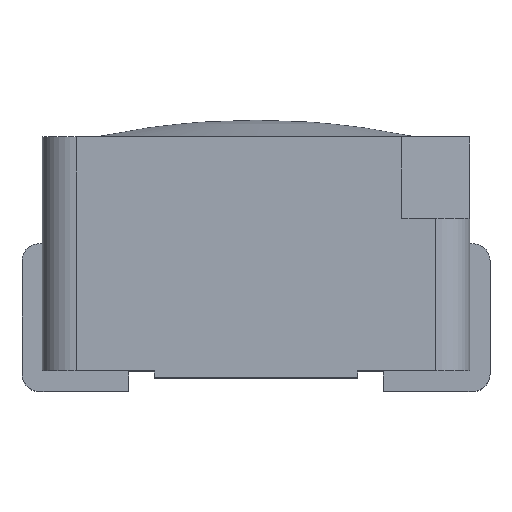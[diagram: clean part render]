
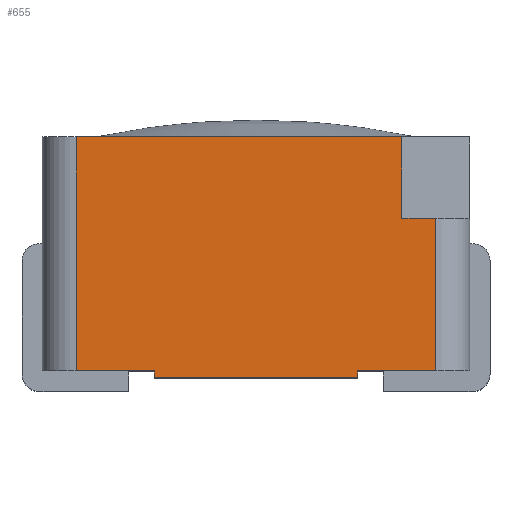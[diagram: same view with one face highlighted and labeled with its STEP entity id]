
A CAD part, top view. The second image highlights one B-rep face of the part: STEP entity #655.
In plain terms, the highlighted planar face has unit normal (0, 0, 1).
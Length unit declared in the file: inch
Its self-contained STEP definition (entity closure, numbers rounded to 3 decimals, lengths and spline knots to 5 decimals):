
#30=DIRECTION('',(1.,0.,0.));
#31=VECTOR('',#30,0.023);
#32=CARTESIAN_POINT('',(-0.053,0.007,0.055));
#33=LINE('',#32,#31);
#38=DIRECTION('',(1.,0.,0.));
#39=VECTOR('',#38,0.023);
#40=CARTESIAN_POINT('',(0.03,0.007,0.055));
#41=LINE('',#40,#39);
#66=DIRECTION('',(0.,-1.,0.));
#67=VECTOR('',#66,0.002);
#68=CARTESIAN_POINT('',(-0.03,0.007,0.055));
#69=LINE('',#68,#67);
#70=DIRECTION('',(0.,-1.,0.));
#71=VECTOR('',#70,0.002);
#72=CARTESIAN_POINT('',(0.03,0.007,0.055));
#73=LINE('',#72,#71);
#74=DIRECTION('',(0.,-1.,0.));
#75=VECTOR('',#74,0.024);
#76=CARTESIAN_POINT('',(0.043,0.076,0.055));
#77=LINE('',#76,#75);
#78=DIRECTION('',(1.,0.,0.));
#79=VECTOR('',#78,0.01);
#80=CARTESIAN_POINT('',(0.043,0.052,0.055));
#81=LINE('',#80,#79);
#90=DIRECTION('',(-1.,0.,0.));
#91=VECTOR('',#90,0.06);
#92=CARTESIAN_POINT('',(0.03,0.005,0.055));
#93=LINE('',#92,#91);
#253=DIRECTION('',(0.,-1.,0.));
#254=VECTOR('',#253,0.045);
#255=CARTESIAN_POINT('',(0.053,0.052,0.055));
#256=LINE('',#255,#254);
#270=DIRECTION('',(1.,0.,0.));
#271=VECTOR('',#270,0.096);
#272=CARTESIAN_POINT('',(-0.053,0.076,0.055));
#273=LINE('',#272,#271);
#296=DIRECTION('',(0.,-1.,0.));
#297=VECTOR('',#296,0.069);
#298=CARTESIAN_POINT('',(-0.053,0.076,0.055));
#299=LINE('',#298,#297);
#443=CARTESIAN_POINT('',(0.053,0.007,0.055));
#445=VERTEX_POINT('',#443);
#446=CARTESIAN_POINT('',(-0.053,0.076,0.055));
#447=CARTESIAN_POINT('',(-0.053,0.007,0.055));
#448=VERTEX_POINT('',#446);
#449=VERTEX_POINT('',#447);
#455=CARTESIAN_POINT('',(0.043,0.076,0.055));
#457=VERTEX_POINT('',#455);
#460=CARTESIAN_POINT('',(0.043,0.052,0.055));
#461=VERTEX_POINT('',#460);
#464=CARTESIAN_POINT('',(0.053,0.052,0.055));
#465=VERTEX_POINT('',#464);
#544=CARTESIAN_POINT('',(0.03,0.005,0.055));
#545=CARTESIAN_POINT('',(-0.03,0.005,0.055));
#546=VERTEX_POINT('',#544);
#547=VERTEX_POINT('',#545);
#553=CARTESIAN_POINT('',(-0.03,0.007,0.055));
#555=VERTEX_POINT('',#553);
#557=CARTESIAN_POINT('',(0.03,0.007,0.055));
#559=VERTEX_POINT('',#557);
#631=CARTESIAN_POINT('',(-0.063,0.007,0.055));
#632=DIRECTION('',(0.,0.,1.));
#633=DIRECTION('',(1.,0.,0.));
#634=AXIS2_PLACEMENT_3D('',#631,#632,#633);
#635=PLANE('',#634);
#636=ORIENTED_EDGE('',*,*,#595,.F.);
#638=ORIENTED_EDGE('',*,*,#637,.T.);
#640=ORIENTED_EDGE('',*,*,#639,.T.);
#641=ORIENTED_EDGE('',*,*,#622,.F.);
#642=ORIENTED_EDGE('',*,*,#583,.F.);
#644=ORIENTED_EDGE('',*,*,#643,.F.);
#646=ORIENTED_EDGE('',*,*,#645,.T.);
#648=ORIENTED_EDGE('',*,*,#647,.T.);
#650=ORIENTED_EDGE('',*,*,#649,.T.);
#652=ORIENTED_EDGE('',*,*,#651,.T.);
#653=EDGE_LOOP('',(#636,#638,#640,#641,#642,#644,#646,#648,#650,#652));
#654=FACE_OUTER_BOUND('',#653,.F.);
#655=ADVANCED_FACE('',(#654),#635,.T.);
#583=EDGE_CURVE('',#449,#555,#33,.T.);
#595=EDGE_CURVE('',#559,#445,#41,.T.);
#622=EDGE_CURVE('',#555,#547,#69,.T.);
#637=EDGE_CURVE('',#559,#546,#73,.T.);
#639=EDGE_CURVE('',#546,#547,#93,.T.);
#643=EDGE_CURVE('',#448,#449,#299,.T.);
#645=EDGE_CURVE('',#448,#457,#273,.T.);
#647=EDGE_CURVE('',#457,#461,#77,.T.);
#649=EDGE_CURVE('',#461,#465,#81,.T.);
#651=EDGE_CURVE('',#465,#445,#256,.T.);
